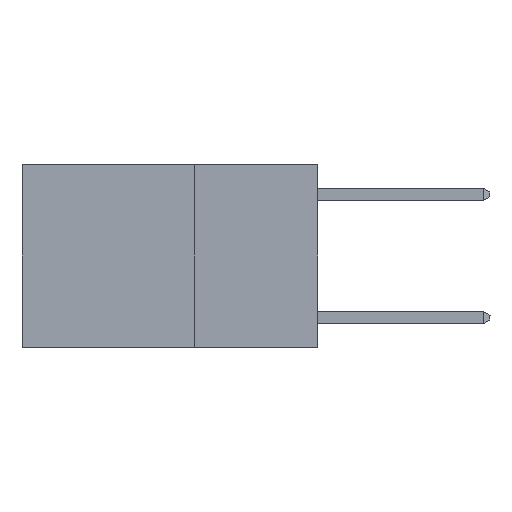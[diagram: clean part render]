
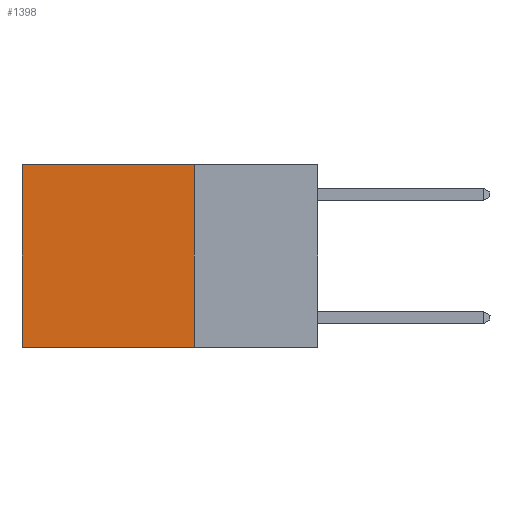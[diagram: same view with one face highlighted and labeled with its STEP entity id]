
A CAD part, left-side view. The second image highlights one B-rep face of the part: STEP entity #1398.
In plain terms, the highlighted planar face has unit normal (-1, 0, 0).
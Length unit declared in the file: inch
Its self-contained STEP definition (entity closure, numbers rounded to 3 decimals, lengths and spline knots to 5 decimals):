
#487 = DIRECTION ( 'NONE',  ( 1., 0., 0. ) ) ;
#1398 = ADVANCED_FACE ( 'NONE', ( #4202 ), #5990, .F. ) ;
#1411 = ORIENTED_EDGE ( 'NONE', *, *, #11049, .T. ) ;
#1426 = CARTESIAN_POINT ( 'NONE',  ( 0.2625, 0.25, -0.37 ) ) ;
#1591 = LINE ( 'NONE', #1426, #8230 ) ;
#1701 = CARTESIAN_POINT ( 'NONE',  ( 0.2625, 0.25, 0. ) ) ;
#2123 = EDGE_LOOP ( 'NONE', ( #1411, #11182, #2133, #11492 ) ) ;
#2133 = ORIENTED_EDGE ( 'NONE', *, *, #8045, .F. ) ;
#2532 = EDGE_CURVE ( 'NONE', #10458, #8794, #1591, .T. ) ;
#3451 = AXIS2_PLACEMENT_3D ( 'NONE', #6874, #487, #10527 ) ;
#4202 = FACE_OUTER_BOUND ( 'NONE', #2123, .T. ) ;
#4232 = DIRECTION ( 'NONE',  ( 0., 1., 0. ) ) ;
#4567 = DIRECTION ( 'NONE',  ( 0., 1., 0. ) ) ;
#5439 = VECTOR ( 'NONE', #8513, 39.37008 ) ;
#5651 = DIRECTION ( 'NONE',  ( 0., 0., -1. ) ) ;
#5990 = PLANE ( 'NONE',  #3451 ) ;
#6600 = CARTESIAN_POINT ( 'NONE',  ( 0.2625, 0.6, 0. ) ) ;
#6725 = LINE ( 'NONE', #11121, #8465 ) ;
#6874 = CARTESIAN_POINT ( 'NONE',  ( 0.2625, 0.25, 0. ) ) ;
#7504 = LINE ( 'NONE', #6600, #11646 ) ;
#7577 = CARTESIAN_POINT ( 'NONE',  ( 0.2625, 0.25, 0. ) ) ;
#7862 = EDGE_CURVE ( 'NONE', #10467, #8678, #6725, .T. ) ;
#7888 = LINE ( 'NONE', #7577, #5439 ) ;
#8045 = EDGE_CURVE ( 'NONE', #10467, #10458, #7888, .T. ) ;
#8230 = VECTOR ( 'NONE', #4232, 39.37008 ) ;
#8465 = VECTOR ( 'NONE', #4567, 39.37008 ) ;
#8513 = DIRECTION ( 'NONE',  ( 0., 0., -1. ) ) ;
#8678 = VERTEX_POINT ( 'NONE', #8736 ) ;
#8736 = CARTESIAN_POINT ( 'NONE',  ( 0.2625, 0.6, 0. ) ) ;
#8794 = VERTEX_POINT ( 'NONE', #9952 ) ;
#9952 = CARTESIAN_POINT ( 'NONE',  ( 0.2625, 0.6, -0.37 ) ) ;
#10458 = VERTEX_POINT ( 'NONE', #11835 ) ;
#10467 = VERTEX_POINT ( 'NONE', #1701 ) ;
#10527 = DIRECTION ( 'NONE',  ( 0., 0., -1. ) ) ;
#11049 = EDGE_CURVE ( 'NONE', #8678, #8794, #7504, .T. ) ;
#11121 = CARTESIAN_POINT ( 'NONE',  ( 0.2625, 0.25, 0. ) ) ;
#11182 = ORIENTED_EDGE ( 'NONE', *, *, #2532, .F. ) ;
#11492 = ORIENTED_EDGE ( 'NONE', *, *, #7862, .T. ) ;
#11646 = VECTOR ( 'NONE', #5651, 39.37008 ) ;
#11835 = CARTESIAN_POINT ( 'NONE',  ( 0.2625, 0.25, -0.37 ) ) ;
